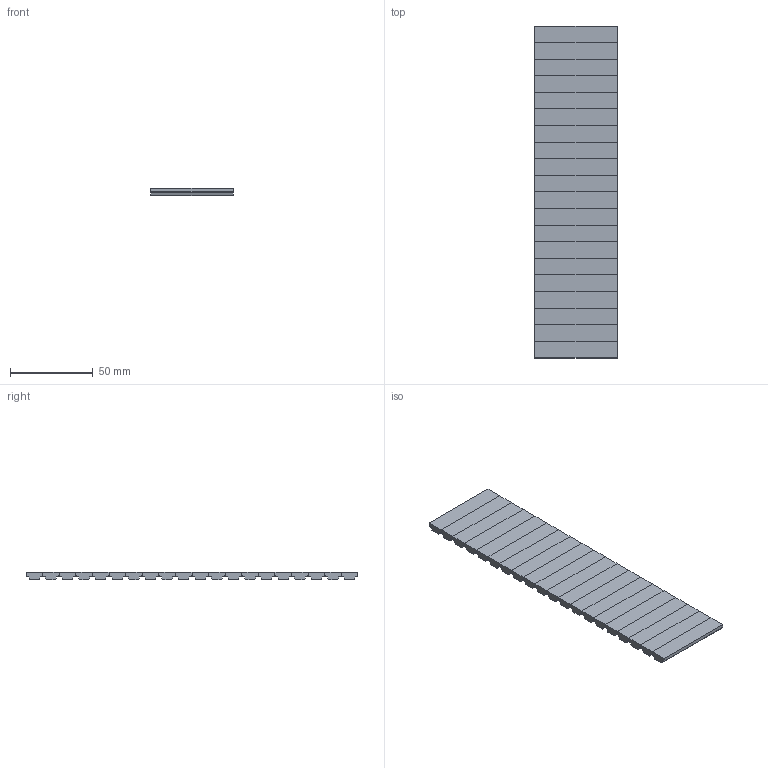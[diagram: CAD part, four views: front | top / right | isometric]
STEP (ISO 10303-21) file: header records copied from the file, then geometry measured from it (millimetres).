
FILE_DESCRIPTION((''),'2;1');
FILE_NAME('801050.iam.stp','2010-09-05T09:56:58',(''),(''),'Autodesk Inventor 2010','Autodesk Inventor 2010','');
FILE_SCHEMA(('AUTOMOTIVE_DESIGN { 1 0 10303 214 1 1 1 1 }'));
Length unit declared in the file: millimetre
Products named in the file (2): 801050
Assembly tree (20 placements, depth 2):
  801050
    801050  x20
Bounding box: 50 x 200 x 4.5 mm (x, y, z)
Volume: 37143.4 mm3; surface area: 28575.7 mm2
Topology: 20 solids, 20 shells, 320 faces, 840 edges, 560 vertices
Faces by surface type: cylinder 160, plane 160
Entity records: 706 total; most frequent: DIRECTION 134, CARTESIAN_POINT 108, ORIENTED_EDGE 84, AXIS2_PLACEMENT_3D 54, EDGE_CURVE 42, VERTEX_POINT 28, VECTOR 26, LINE 26
